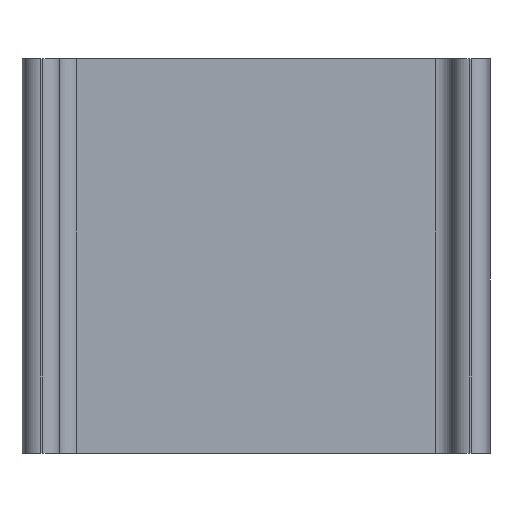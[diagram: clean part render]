
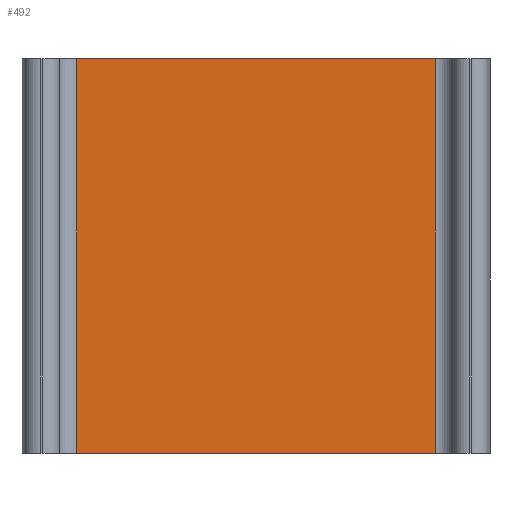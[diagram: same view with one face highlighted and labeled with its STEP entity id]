
A CAD part, top view. The second image highlights one B-rep face of the part: STEP entity #492.
In plain terms, the highlighted planar face has unit normal (0, 0, 1).
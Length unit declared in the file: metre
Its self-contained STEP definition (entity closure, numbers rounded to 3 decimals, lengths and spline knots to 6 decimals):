
#27=LINE('',#730,#75);
#48=LINE('',#804,#96);
#64=LINE('',#844,#112);
#65=LINE('',#846,#113);
#75=VECTOR('',#578,1.);
#96=VECTOR('',#639,1.);
#112=VECTOR('',#689,1.);
#113=VECTOR('',#692,1.);
#232=ORIENTED_EDGE('',*,*,#328,.F.);
#233=ORIENTED_EDGE('',*,*,#271,.T.);
#234=ORIENTED_EDGE('',*,*,#329,.T.);
#235=ORIENTED_EDGE('',*,*,#308,.T.);
#271=EDGE_CURVE('',#344,#343,#27,.T.);
#308=EDGE_CURVE('',#377,#376,#48,.T.);
#328=EDGE_CURVE('',#344,#376,#64,.T.);
#329=EDGE_CURVE('',#343,#377,#65,.T.);
#343=VERTEX_POINT('',#729);
#344=VERTEX_POINT('',#731);
#376=VERTEX_POINT('',#803);
#377=VERTEX_POINT('',#805);
#426=EDGE_LOOP('',(#232,#233,#234,#235));
#452=FACE_BOUND('',#426,.T.);
#470=PLANE('',#555);
#492=ADVANCED_FACE('',(#452),#470,.F.);
#555=AXIS2_PLACEMENT_3D('',#845,#690,#691);
#578=DIRECTION('',(1.,0.,0.));
#639=DIRECTION('',(-1.,0.,0.));
#689=DIRECTION('',(0.,1.,0.));
#690=DIRECTION('',(0.,0.,-1.));
#691=DIRECTION('',(-1.,0.,0.));
#692=DIRECTION('',(0.,1.,0.));
#729=CARTESIAN_POINT('',(0.0325,-0.180107,0.0043));
#730=CARTESIAN_POINT('',(0.0005,-0.180107,0.0043));
#731=CARTESIAN_POINT('',(-0.0315,-0.180107,0.0043));
#803=CARTESIAN_POINT('',(-0.0315,-0.11,0.0043));
#804=CARTESIAN_POINT('',(0.0005,-0.11,0.0043));
#805=CARTESIAN_POINT('',(0.0325,-0.11,0.0043));
#844=CARTESIAN_POINT('',(-0.0315,-0.180109,0.0043));
#845=CARTESIAN_POINT('',(0.0005,-0.180109,0.0043));
#846=CARTESIAN_POINT('',(0.0325,-0.180109,0.0043));
